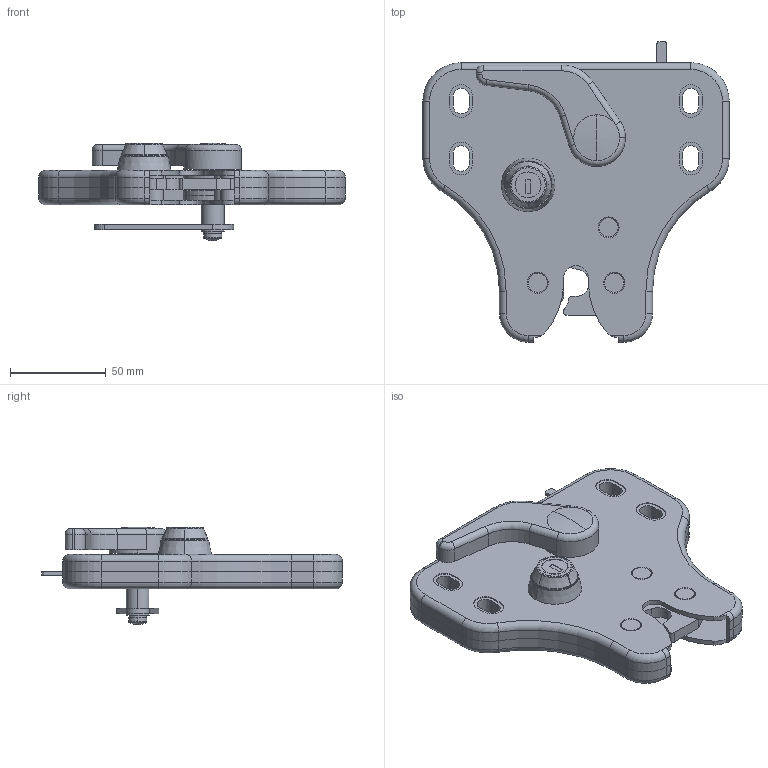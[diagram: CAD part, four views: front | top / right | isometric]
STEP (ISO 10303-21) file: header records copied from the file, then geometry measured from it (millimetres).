
FILE_DESCRIPTION (( 'STEP AP203' ), '1' );
FILE_NAME ('C-1887.STEP', '2021-02-01T09:29:19', ( '' ), ( '' ), 'SwSTEP 2.0', 'SolidWorks 2018', '' );
FILE_SCHEMA (( 'CONFIG_CONTROL_DESIGN' ));
Length unit declared in the file: millimetre
Products named in the file (24): C-1887_C-178-T_housing_; C-1887_Indicator plate_; C-1887_C-178-T_M19_nut; C-1887_Release spacer_; C-1887_Rock camC_; C-1887_Operation cam_; C-1887_T0230-4rotor__T0230-4; C-1887_Lock spacer_; C-1887_Pan head screw with cross hole M5_M5×10; C-1887_Surface case_; C-1887_axisA_; C-1887_C-178-T_; C-1887_Release lever_; スプリングワッシャーM5_JIS B 1251 No.2 5; 廫帤寠晅側傋偹偠M5_M5亊8; C-1887_Rock camB_; C-1887_Rock camA_; 暯儚僢僔儍乕M5暲娵_M5-冇12亊冇5.3亊t0.8; C-1887_Release cam_; C-1887_Lever handle_; C-1887_Back case_; C-1887_Long hole spacer_; C-1887_C-178-T_SUS cap_; C-1887
Assembly tree (28 placements, depth 3):
  C-1887
    C-1887_Surface case_
    C-1887_Back case_
    C-1887_Rock camA_
    C-1887_Rock camB_
    C-1887_Rock camC_
    C-1887_Long hole spacer_  x4
    C-1887_Lock spacer_
    C-1887_Release lever_
    C-1887_Release spacer_
    C-1887_Lever handle_
    C-1887_Pan head screw with cross hole M5_M5×10
      廫帤寠晅側傋偹偠M5_M5亊8
      スプリングワッシャーM5_JIS B 1251 No.2 5
      暯儚僢僔儍乕M5暲娵_M5-冇12亊冇5.3亊t0.8
    C-1887_C-178-T_
      C-1887_C-178-T_housing_
      C-1887_C-178-T_SUS cap_
      C-1887_C-178-T_M19_nut
      C-1887_T0230-4rotor__T0230-4
    C-1887_axisA_  x3
    C-1887_Operation cam_
    C-1887_Indicator plate_
    C-1887_Release cam_
Bounding box: 160 x 157 x 50.99 mm (x, y, z)
Volume: 171549.3 mm3; surface area: 124723.4 mm2
Topology: 26 solids, 26 shells, 571 faces, 1423 edges, 929 vertices
Faces by surface type: plane 265, cylinder 256, torus 28, cone 18, sphere 4
Entity records: 18171 total; most frequent: DIRECTION 2875, CARTESIAN_POINT 2736, ORIENTED_EDGE 2534, EDGE_CURVE 1267, AXIS2_PLACEMENT_3D 1088, VERTEX_POINT 825, VECTOR 699, LINE 699
